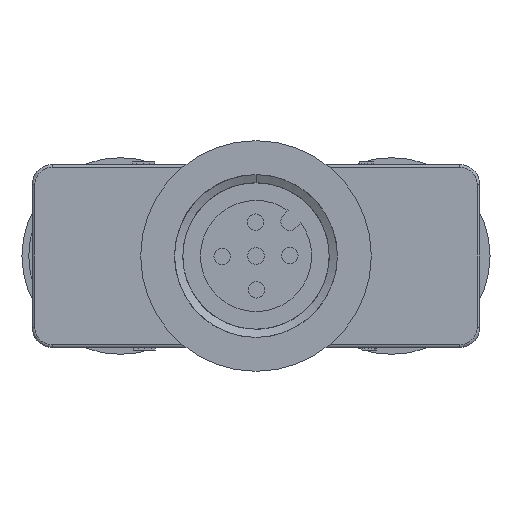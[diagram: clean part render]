
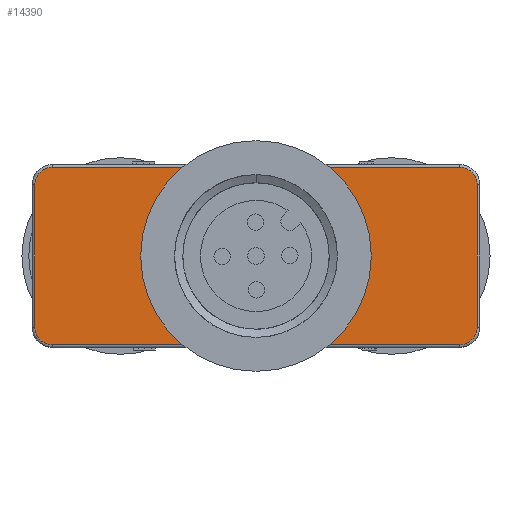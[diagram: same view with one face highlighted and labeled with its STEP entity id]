
A CAD part, front view. The second image highlights one B-rep face of the part: STEP entity #14390.
In plain terms, the highlighted planar face has unit normal (0, -1, 0).
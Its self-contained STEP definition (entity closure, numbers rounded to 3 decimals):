
#378 = CARTESIAN_POINT ( 'NONE',  ( -15., 0., 6.55 ) ) ;
#448 = VERTEX_POINT ( 'NONE', #11021 ) ;
#450 = CARTESIAN_POINT ( 'NONE',  ( 0., 0., 0. ) ) ;
#631 = VERTEX_POINT ( 'NONE', #16072 ) ;
#699 = EDGE_CURVE ( 'NONE', #3680, #631, #13531, .T. ) ;
#1044 = VECTOR ( 'NONE', #14874, 1000. ) ;
#1082 = LINE ( 'NONE', #4702, #1044 ) ;
#1327 = LINE ( 'NONE', #21899, #1356 ) ;
#1356 = VECTOR ( 'NONE', #4774, 1000. ) ;
#1593 = VERTEX_POINT ( 'NONE', #14871 ) ;
#1743 = ORIENTED_EDGE ( 'NONE', *, *, #9976, .F. ) ;
#2108 = DIRECTION ( 'NONE',  ( 0., 0., 1. ) ) ;
#2471 = CARTESIAN_POINT ( 'NONE',  ( 0., 0., -4.75 ) ) ;
#2882 = CARTESIAN_POINT ( 'NONE',  ( -15., 0., -6.55 ) ) ;
#2983 = DIRECTION ( 'NONE',  ( 0., 0., 1. ) ) ;
#3268 = ORIENTED_EDGE ( 'NONE', *, *, #21624, .F. ) ;
#3680 = VERTEX_POINT ( 'NONE', #9131 ) ;
#3851 = DIRECTION ( 'NONE',  ( -1., 0., 0. ) ) ;
#3939 = EDGE_CURVE ( 'NONE', #8446, #3680, #7467, .T. ) ;
#4389 = VERTEX_POINT ( 'NONE', #378 ) ;
#4399 = ORIENTED_EDGE ( 'NONE', *, *, #18428, .F. ) ;
#4579 = VERTEX_POINT ( 'NONE', #2882 ) ;
#4656 = CARTESIAN_POINT ( 'NONE',  ( 16.3, 0., 5.25 ) ) ;
#4675 = CARTESIAN_POINT ( 'NONE',  ( 16.3, 0., 6.012 ) ) ;
#4702 = CARTESIAN_POINT ( 'NONE',  ( -16.3, 0., 0. ) ) ;
#4718 = CARTESIAN_POINT ( 'NONE',  ( 15., 0., 6.55 ) ) ;
#4723 = CARTESIAN_POINT ( 'NONE',  ( 15.762, 0., 6.55 ) ) ;
#4774 = DIRECTION ( 'NONE',  ( 1., 0., 0. ) ) ;
#5229 = ORIENTED_EDGE ( 'NONE', *, *, #18395, .F. ) ;
#5265 = EDGE_CURVE ( 'NONE', #11314, #4389, #13622, .T. ) ;
#5674 = DIRECTION ( 'NONE',  ( 0., 0., 1. ) ) ;
#5699 = DIRECTION ( 'NONE',  ( 0., 1., 0. ) ) ;
#5747 = PLANE ( 'NONE',  #14325 ) ;
#5837 = CARTESIAN_POINT ( 'NONE',  ( 0., 0., 0. ) ) ;
#6664 = FACE_OUTER_BOUND ( 'NONE', #19440, .T. ) ;
#6709 = ORIENTED_EDGE ( 'NONE', *, *, #699, .F. ) ;
#6787 = FACE_BOUND ( 'NONE', #18557, .T. ) ;
#6828 = CARTESIAN_POINT ( 'NONE',  ( 0., 0., 0. ) ) ;
#7000 = CARTESIAN_POINT ( 'NONE',  ( 0., 0., -6.55 ) ) ;
#7233 = DIRECTION ( 'NONE',  ( 0., -1., 0. ) ) ;
#7467 =( BOUNDED_CURVE ( )  B_SPLINE_CURVE ( 3, ( #4718, #4723, #4675, #4656 ),
 .UNSPECIFIED., .F., .T. ) 
 B_SPLINE_CURVE_WITH_KNOTS ( ( 4, 4 ),
 ( 0., 1. ),
 .UNSPECIFIED. ) 
 CURVE ( )  GEOMETRIC_REPRESENTATION_ITEM ( )  RATIONAL_B_SPLINE_CURVE ( ( 1., 0.805, 0.805, 1. ) ) 
 REPRESENTATION_ITEM ( '' )  );
#8094 = EDGE_CURVE ( 'NONE', #4579, #1593, #8388, .T. ) ;
#8388 =( BOUNDED_CURVE ( )  B_SPLINE_CURVE ( 3, ( #14561, #14576, #14529, #14500 ),
 .UNSPECIFIED., .F., .F. ) 
 B_SPLINE_CURVE_WITH_KNOTS ( ( 4, 4 ),
 ( 0., 1. ),
 .UNSPECIFIED. ) 
 CURVE ( )  GEOMETRIC_REPRESENTATION_ITEM ( )  RATIONAL_B_SPLINE_CURVE ( ( 1., 0.805, 0.805, 1. ) ) 
 REPRESENTATION_ITEM ( '' )  );
#8446 = VERTEX_POINT ( 'NONE', #12143 ) ;
#9131 = CARTESIAN_POINT ( 'NONE',  ( 16.3, 0., 5.25 ) ) ;
#9976 = EDGE_CURVE ( 'NONE', #631, #448, #19014, .T. ) ;
#10451 = ORIENTED_EDGE ( 'NONE', *, *, #5265, .F. ) ;
#10761 = VERTEX_POINT ( 'NONE', #2471 ) ;
#11021 = CARTESIAN_POINT ( 'NONE',  ( 15., 0., -6.55 ) ) ;
#11314 = VERTEX_POINT ( 'NONE', #19707 ) ;
#11404 = AXIS2_PLACEMENT_3D ( 'NONE', #450, #12211, #2108 ) ;
#11920 = VECTOR ( 'NONE', #3851, 1000. ) ;
#12129 = CIRCLE ( 'NONE', #11404, 4.75 ) ;
#12143 = CARTESIAN_POINT ( 'NONE',  ( 15., 0., 6.55 ) ) ;
#12211 = DIRECTION ( 'NONE',  ( 0., -1., 0. ) ) ;
#12309 = ORIENTED_EDGE ( 'NONE', *, *, #16733, .F. ) ;
#12725 = AXIS2_PLACEMENT_3D ( 'NONE', #6828, #7233, #2983 ) ;
#13531 = LINE ( 'NONE', #21526, #13617 ) ;
#13617 = VECTOR ( 'NONE', #14657, 1000. ) ;
#13622 =( BOUNDED_CURVE ( )  B_SPLINE_CURVE ( 3, ( #21057, #20912, #20875, #20847 ),
 .UNSPECIFIED., .F., .T. ) 
 B_SPLINE_CURVE_WITH_KNOTS ( ( 4, 4 ),
 ( 0., 1. ),
 .UNSPECIFIED. ) 
 CURVE ( )  GEOMETRIC_REPRESENTATION_ITEM ( )  RATIONAL_B_SPLINE_CURVE ( ( 1., 0.805, 0.805, 1. ) ) 
 REPRESENTATION_ITEM ( '' )  );
#14325 = AXIS2_PLACEMENT_3D ( 'NONE', #5837, #5699, #5674 ) ;
#14390 = ADVANCED_FACE ( 'NONE', ( #6787, #6664 ), #5747, .F. ) ;
#14500 = CARTESIAN_POINT ( 'NONE',  ( -16.3, 0., -5.25 ) ) ;
#14529 = CARTESIAN_POINT ( 'NONE',  ( -16.3, 0., -6.012 ) ) ;
#14561 = CARTESIAN_POINT ( 'NONE',  ( -15., 0., -6.55 ) ) ;
#14576 = CARTESIAN_POINT ( 'NONE',  ( -15.762, 0., -6.55 ) ) ;
#14657 = DIRECTION ( 'NONE',  ( 0., 0., -1. ) ) ;
#14871 = CARTESIAN_POINT ( 'NONE',  ( -16.3, 0., -5.25 ) ) ;
#14874 = DIRECTION ( 'NONE',  ( 0., 0., 1. ) ) ;
#15146 = CARTESIAN_POINT ( 'NONE',  ( 15., 0., -6.55 ) ) ;
#15180 = CARTESIAN_POINT ( 'NONE',  ( 15.762, 0., -6.55 ) ) ;
#15197 = CARTESIAN_POINT ( 'NONE',  ( 16.3, 0., -5.25 ) ) ;
#15227 = CARTESIAN_POINT ( 'NONE',  ( 16.3, 0., -6.012 ) ) ;
#15978 = ORIENTED_EDGE ( 'NONE', *, *, #3939, .F. ) ;
#16072 = CARTESIAN_POINT ( 'NONE',  ( 16.3, 0., -5.25 ) ) ;
#16733 = EDGE_CURVE ( 'NONE', #10761, #19702, #17223, .T. ) ;
#16774 = ORIENTED_EDGE ( 'NONE', *, *, #8094, .F. ) ;
#17223 = CIRCLE ( 'NONE', #12725, 4.75 ) ;
#17647 = CARTESIAN_POINT ( 'NONE',  ( 0., 0., 4.75 ) ) ;
#17826 = LINE ( 'NONE', #7000, #11920 ) ;
#18395 = EDGE_CURVE ( 'NONE', #19702, #10761, #12129, .T. ) ;
#18428 = EDGE_CURVE ( 'NONE', #448, #4579, #17826, .T. ) ;
#18557 = EDGE_LOOP ( 'NONE', ( #5229, #12309 ) ) ;
#19014 =( BOUNDED_CURVE ( )  B_SPLINE_CURVE ( 3, ( #15197, #15227, #15180, #15146 ),
 .UNSPECIFIED., .F., .F. ) 
 B_SPLINE_CURVE_WITH_KNOTS ( ( 4, 4 ),
 ( 0., 1. ),
 .UNSPECIFIED. ) 
 CURVE ( )  GEOMETRIC_REPRESENTATION_ITEM ( )  RATIONAL_B_SPLINE_CURVE ( ( 1., 0.805, 0.805, 1. ) ) 
 REPRESENTATION_ITEM ( '' )  );
#19253 = ORIENTED_EDGE ( 'NONE', *, *, #21685, .F. ) ;
#19440 = EDGE_LOOP ( 'NONE', ( #16774, #4399, #1743, #6709, #15978, #19253, #10451, #3268 ) ) ;
#19702 = VERTEX_POINT ( 'NONE', #17647 ) ;
#19707 = CARTESIAN_POINT ( 'NONE',  ( -16.3, 0., 5.25 ) ) ;
#20847 = CARTESIAN_POINT ( 'NONE',  ( -15., 0., 6.55 ) ) ;
#20875 = CARTESIAN_POINT ( 'NONE',  ( -15.762, 0., 6.55 ) ) ;
#20912 = CARTESIAN_POINT ( 'NONE',  ( -16.3, 0., 6.012 ) ) ;
#21057 = CARTESIAN_POINT ( 'NONE',  ( -16.3, 0., 5.25 ) ) ;
#21526 = CARTESIAN_POINT ( 'NONE',  ( 16.3, 0., 0. ) ) ;
#21624 = EDGE_CURVE ( 'NONE', #1593, #11314, #1082, .T. ) ;
#21685 = EDGE_CURVE ( 'NONE', #4389, #8446, #1327, .T. ) ;
#21899 = CARTESIAN_POINT ( 'NONE',  ( 16.5, 0., 6.55 ) ) ;
